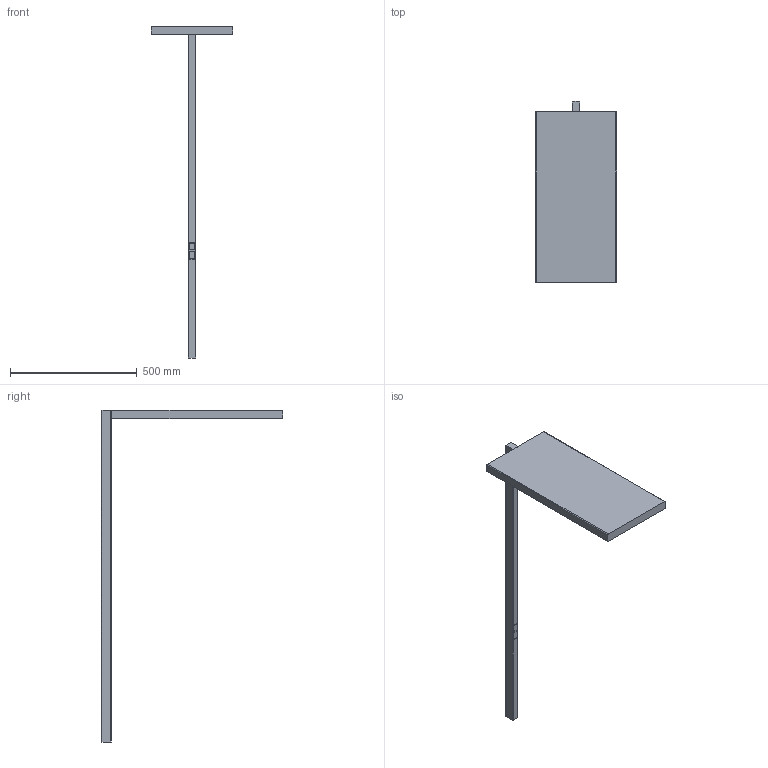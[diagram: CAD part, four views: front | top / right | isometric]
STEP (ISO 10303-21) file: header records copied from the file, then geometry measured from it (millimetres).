
FILE_DESCRIPTION(/* description */ (''),/* implementation_level */ '2;1');
FILE_NAME(/* name */ '10000089716n3p000_00.stp',/* time_stamp */ '2022-02-02T09:02:49+01:00',/* author */ (''),/* organization */ (''),/* preprocessor_version */ 'ST-DEVELOPER v15',/* originating_system */ 'SIEMENS PLM Software NX 9.0',/* authorisation */ '');
FILE_SCHEMA (('AUTOMOTIVE_DESIGN { 1 0 10303 214 3 1 1 1 }'));
Length unit declared in the file: millimetre
Products named in the file (1): 10000089716n3p000_00
Bounding box: 320 x 715.7 x 1310.8 mm (x, y, z)
Volume: 9228589.8 mm3; surface area: 680856.6 mm2
Topology: 1 solids, 1 shells, 81 faces, 216 edges, 144 vertices
Faces by surface type: plane 63, cylinder 14, extrusion 4
Entity records: 2546 total; most frequent: CARTESIAN_POINT 442, ORIENTED_EDGE 432, DIRECTION 420, EDGE_CURVE 216, VECTOR 184, LINE 180, VERTEX_POINT 144, AXIS2_PLACEMENT_3D 118
